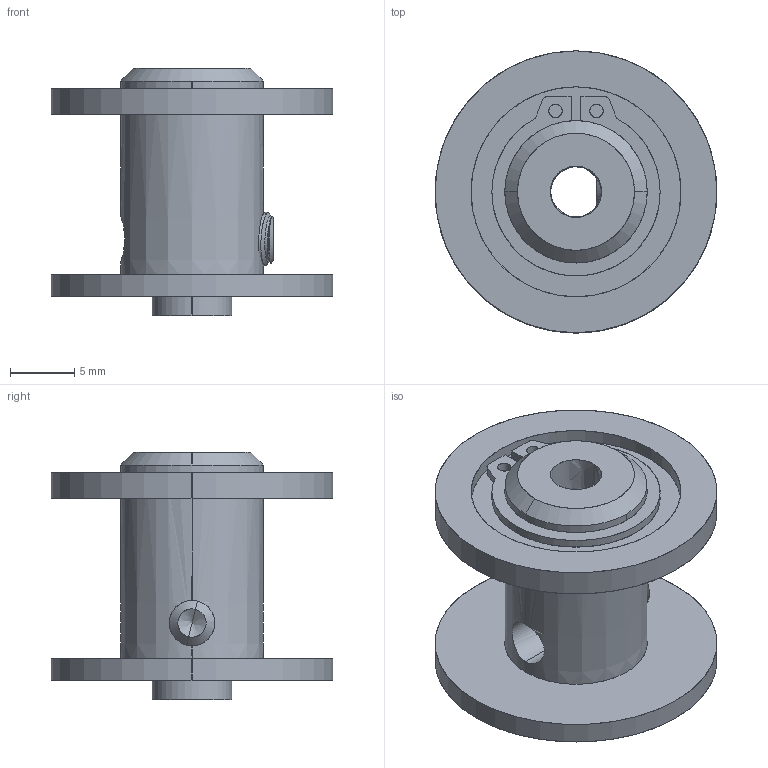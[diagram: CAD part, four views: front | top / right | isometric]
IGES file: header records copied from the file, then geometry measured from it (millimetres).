
Start section: SolidWorks IGES file using analytic representation for surfaces
Global section: file name: 4mm x 0.75 hub assembly.IGS; native system: SolidWorks 2005 by SolidWorks Corporation; preprocessor: SolidWorks 2005 by SolidWorks Corporation; author: Peter Smith; date: 130726.215018; units: millimetre
Bounding box: 22 x 22 x 19.3 mm (x, y, z)
Surface area: 2790.2 mm2 (no closed solid volume)
Topology: 0 solids, 0 shells, 128 faces, 1960 edges, 1956 vertices
Faces by surface type: revolution 98, bspline 30
